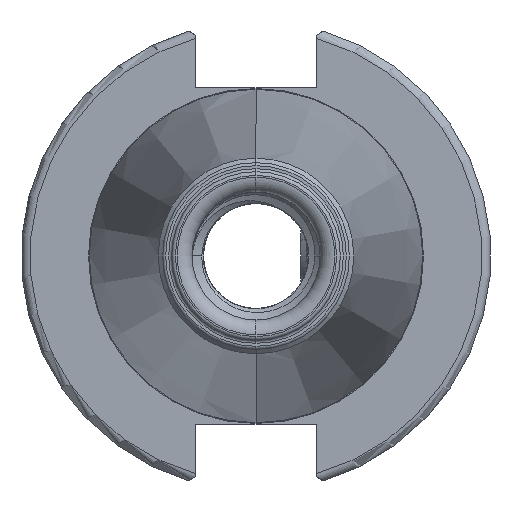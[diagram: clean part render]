
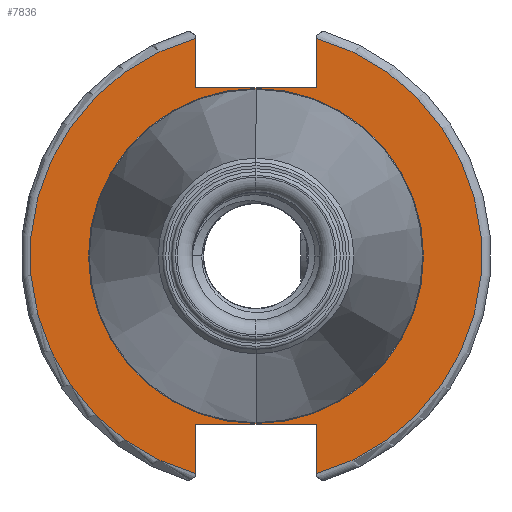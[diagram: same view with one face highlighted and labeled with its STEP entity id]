
A CAD part, left-side view. The second image highlights one B-rep face of the part: STEP entity #7836.
In plain terms, the highlighted planar face has unit normal (-1, 0, 0).
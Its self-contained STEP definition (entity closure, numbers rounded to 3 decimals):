
#867 = CARTESIAN_POINT ( 'NONE',  ( -5., 0., -22.398 ) ) ;
#940 = CARTESIAN_POINT ( 'NONE',  ( -5., 0., 22.398 ) ) ;
#947 = CARTESIAN_POINT ( 'NONE',  ( -5., 8.075, 22.5 ) ) ;
#958 = CARTESIAN_POINT ( 'NONE',  ( -5., 8.075, -29.1 ) ) ;
#963 = CARTESIAN_POINT ( 'NONE',  ( -5., -8.075, -29.1 ) ) ;
#983 = CARTESIAN_POINT ( 'NONE',  ( -5., 8.075, -22.5 ) ) ;
#984 = CARTESIAN_POINT ( 'NONE',  ( -5., -8.075, 22.5 ) ) ;
#992 = CARTESIAN_POINT ( 'NONE',  ( -5., -8.075, -22.5 ) ) ;
#1000 = CARTESIAN_POINT ( 'NONE',  ( -5., -8.075, 29.1 ) ) ;
#1021 = CARTESIAN_POINT ( 'NONE',  ( -5., 8.075, 29.1 ) ) ;
#1586 = DIRECTION ( 'NONE',  ( 0., -1., 0. ) ) ;
#1599 = CARTESIAN_POINT ( 'NONE',  ( -5., -8.075, -22.5 ) ) ;
#1677 = DIRECTION ( 'NONE',  ( -1., 0., 0. ) ) ;
#1693 = CARTESIAN_POINT ( 'NONE',  ( -5., 0., 0. ) ) ;
#1694 = DIRECTION ( 'NONE',  ( 0., 0., 1. ) ) ;
#7836 = ADVANCED_FACE ( 'NONE', ( #10533, #10534 ), #11798, .F. ) ;
#7892 = DIRECTION ( 'NONE',  ( -1., 0., 0. ) ) ;
#7899 = DIRECTION ( 'NONE',  ( 0., 0., 1. ) ) ;
#7933 = CARTESIAN_POINT ( 'NONE',  ( -5., 0., 0. ) ) ;
#7959 = CARTESIAN_POINT ( 'NONE',  ( -5., -8.075, -31.4 ) ) ;
#7971 = DIRECTION ( 'NONE',  ( 0., 0., 1. ) ) ;
#7987 = CARTESIAN_POINT ( 'NONE',  ( -5., 0., 0. ) ) ;
#8005 = DIRECTION ( 'NONE',  ( -1., 0., 0. ) ) ;
#8013 = DIRECTION ( 'NONE',  ( 0., 0., 1. ) ) ;
#8102 = DIRECTION ( 'NONE',  ( 0., 0., 1. ) ) ;
#8105 = CARTESIAN_POINT ( 'NONE',  ( -5., -8.075, 31.4 ) ) ;
#8116 = DIRECTION ( 'NONE',  ( 0., 0., -1. ) ) ;
#8125 = CARTESIAN_POINT ( 'NONE',  ( -5., 8.075, -31.4 ) ) ;
#8171 = CARTESIAN_POINT ( 'NONE',  ( -5., -8.075, 22.5 ) ) ;
#8173 = DIRECTION ( 'NONE',  ( 0., 0., 1. ) ) ;
#8177 = DIRECTION ( 'NONE',  ( 0., -1., 0. ) ) ;
#8192 = DIRECTION ( 'NONE',  ( -1., 0., 0. ) ) ;
#8210 = CARTESIAN_POINT ( 'NONE',  ( -5., 0., 0. ) ) ;
#8214 = DIRECTION ( 'NONE',  ( 0., 0., -1. ) ) ;
#8220 = CARTESIAN_POINT ( 'NONE',  ( -5., 8.075, 31.4 ) ) ;
#10533 = FACE_OUTER_BOUND ( 'NONE', #17794, .T. ) ;
#10534 = FACE_BOUND ( 'NONE', #17788, .T. ) ;
#11788 = DIRECTION ( 'NONE',  ( 0., 0., -1. ) ) ;
#11798 = PLANE ( 'NONE',  #12766 ) ;
#11808 = CARTESIAN_POINT ( 'NONE',  ( -5., 22.398, 0. ) ) ;
#11815 = DIRECTION ( 'NONE',  ( 1., 0., 0. ) ) ;
#12438 = EDGE_CURVE ( 'NONE', #18408, #18415, #16257, .T. ) ;
#12456 = EDGE_CURVE ( 'NONE', #18377, #18403, #14126, .T. ) ;
#12766 = AXIS2_PLACEMENT_3D ( 'NONE', #11808, #11815, #11788 ) ;
#14126 = CIRCLE ( 'NONE', #16294, 30.2 ) ;
#14361 = EDGE_CURVE ( 'NONE', #18305, #18295, #16617, .T. ) ;
#14370 = EDGE_CURVE ( 'NONE', #18377, #18415, #16633, .T. ) ;
#14382 = EDGE_CURVE ( 'NONE', #18295, #18305, #16606, .T. ) ;
#14397 = EDGE_CURVE ( 'NONE', #18403, #18418, #16611, .T. ) ;
#14399 = EDGE_CURVE ( 'NONE', #18409, #18408, #16610, .T. ) ;
#14415 = EDGE_CURVE ( 'NONE', #18444, #18409, #16603, .T. ) ;
#14416 = EDGE_CURVE ( 'NONE', #18444, #18421, #16629, .T. ) ;
#14419 = EDGE_CURVE ( 'NONE', #18421, #18418, #16602, .T. ) ;
#14424 = ORIENTED_EDGE ( 'NONE', *, *, #14397, .T. ) ;
#14427 = ORIENTED_EDGE ( 'NONE', *, *, #14399, .T. ) ;
#14433 = ORIENTED_EDGE ( 'NONE', *, *, #12438, .T. ) ;
#14436 = ORIENTED_EDGE ( 'NONE', *, *, #12456, .T. ) ;
#14445 = ORIENTED_EDGE ( 'NONE', *, *, #14370, .F. ) ;
#14446 = ORIENTED_EDGE ( 'NONE', *, *, #14415, .T. ) ;
#16257 = LINE ( 'NONE', #1599, #16260 ) ;
#16260 = VECTOR ( 'NONE', #1586, 1000. ) ;
#16294 = AXIS2_PLACEMENT_3D ( 'NONE', #1693, #1677, #1694 ) ;
#16401 = AXIS2_PLACEMENT_3D ( 'NONE', #8210, #8192, #8173 ) ;
#16406 = AXIS2_PLACEMENT_3D ( 'NONE', #7987, #8005, #8013 ) ;
#16411 = AXIS2_PLACEMENT_3D ( 'NONE', #7933, #7892, #7899 ) ;
#16593 = VECTOR ( 'NONE', #8177, 1000. ) ;
#16594 = VECTOR ( 'NONE', #7971, 1000. ) ;
#16602 = LINE ( 'NONE', #8171, #16593 ) ;
#16603 = CIRCLE ( 'NONE', #16401, 30.2 ) ;
#16606 = CIRCLE ( 'NONE', #16406, 22.398 ) ;
#16610 = LINE ( 'NONE', #8125, #16635 ) ;
#16611 = LINE ( 'NONE', #8105, #16638 ) ;
#16617 = CIRCLE ( 'NONE', #16411, 22.398 ) ;
#16629 = LINE ( 'NONE', #8220, #16631 ) ;
#16631 = VECTOR ( 'NONE', #8214, 1000. ) ;
#16633 = LINE ( 'NONE', #7959, #16594 ) ;
#16635 = VECTOR ( 'NONE', #8102, 1000. ) ;
#16638 = VECTOR ( 'NONE', #8116, 1000. ) ;
#17788 = EDGE_LOOP ( 'NONE', ( #18164, #18155 ) ) ;
#17794 = EDGE_LOOP ( 'NONE', ( #14446, #14427, #14433, #14445, #14436, #14424, #18166, #18150 ) ) ;
#18150 = ORIENTED_EDGE ( 'NONE', *, *, #14416, .F. ) ;
#18155 = ORIENTED_EDGE ( 'NONE', *, *, #14382, .F. ) ;
#18164 = ORIENTED_EDGE ( 'NONE', *, *, #14361, .F. ) ;
#18166 = ORIENTED_EDGE ( 'NONE', *, *, #14419, .F. ) ;
#18295 = VERTEX_POINT ( 'NONE', #867 ) ;
#18305 = VERTEX_POINT ( 'NONE', #940 ) ;
#18377 = VERTEX_POINT ( 'NONE', #963 ) ;
#18403 = VERTEX_POINT ( 'NONE', #1000 ) ;
#18408 = VERTEX_POINT ( 'NONE', #983 ) ;
#18409 = VERTEX_POINT ( 'NONE', #958 ) ;
#18415 = VERTEX_POINT ( 'NONE', #992 ) ;
#18418 = VERTEX_POINT ( 'NONE', #984 ) ;
#18421 = VERTEX_POINT ( 'NONE', #947 ) ;
#18444 = VERTEX_POINT ( 'NONE', #1021 ) ;
